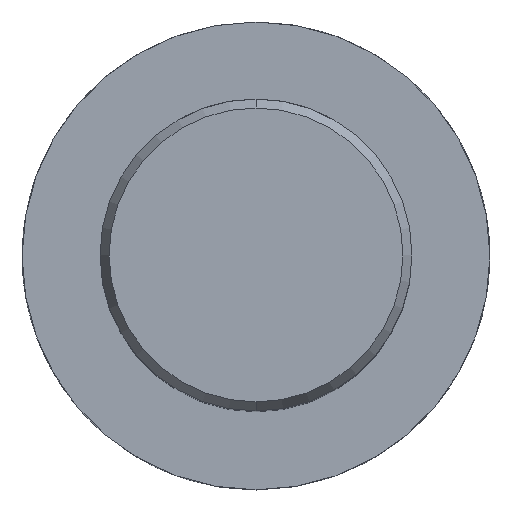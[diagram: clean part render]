
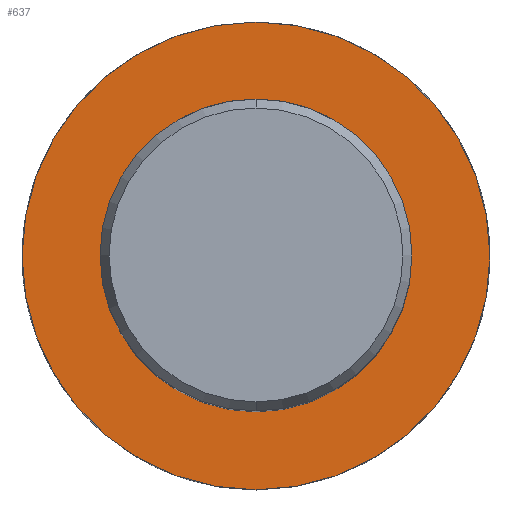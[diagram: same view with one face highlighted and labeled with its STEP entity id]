
A CAD part, top view. The second image highlights one B-rep face of the part: STEP entity #637.
In plain terms, the highlighted planar face has unit normal (0, 0, 1).
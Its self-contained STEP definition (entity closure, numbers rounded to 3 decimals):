
#443=EDGE_CURVE('',#1125,#1037,#1255,.T.);
#637=ADVANCED_FACE('',(#1465,#1466),#1467,.T.);
#693=VERTEX_POINT('',#1527);
#731=EDGE_CURVE('',#1037,#1125,#1569,.T.);
#937=EDGE_CURVE('',#1191,#693,#1795,.T.);
#1009=EDGE_CURVE('',#693,#1191,#1877,.T.);
#1037=VERTEX_POINT('',#1906);
#1125=VERTEX_POINT('',#2003);
#1191=VERTEX_POINT('',#2073);
#1255=CIRCLE('',#2147,20.0);
#1465=FACE_BOUND('',#3157,.T.);
#1466=FACE_OUTER_BOUND('',#3158,.T.);
#1467=PLANE('',#3159);
#1527=CARTESIAN_POINT('',(0.0,30.0,-70.0));
#1569=CIRCLE('',#3439,20.0);
#1795=CIRCLE('',#4130,30.0);
#1877=CIRCLE('',#4307,30.0);
#1906=CARTESIAN_POINT('',(0.0,20.0,-70.0));
#2003=CARTESIAN_POINT('',(0.,-20.0,-70.0));
#2073=CARTESIAN_POINT('',(0.,-30.0,-70.0));
#2147=AXIS2_PLACEMENT_3D('',#5010,#5011,#5012);
#3157=EDGE_LOOP('',(#5208,#5209));
#3158=EDGE_LOOP('',(#5210,#5211));
#3159=AXIS2_PLACEMENT_3D('',#5212,#5213,#5214);
#3439=AXIS2_PLACEMENT_3D('',#5326,#5327,#5328);
#4130=AXIS2_PLACEMENT_3D('',#5573,#5574,#5575);
#4307=AXIS2_PLACEMENT_3D('',#5690,#5691,#5692);
#5010=CARTESIAN_POINT('',(0.0,0.0,-70.0));
#5011=DIRECTION('',(-0.0,0.0,-1.0));
#5012=DIRECTION('',(0.0,1.0,0.0));
#5208=ORIENTED_EDGE('',*,*,#731,.T.);
#5209=ORIENTED_EDGE('',*,*,#443,.T.);
#5210=ORIENTED_EDGE('',*,*,#1009,.F.);
#5211=ORIENTED_EDGE('',*,*,#937,.F.);
#5212=CARTESIAN_POINT('',(0.0,15.0,-70.0));
#5213=DIRECTION('',(-0.0,0.0,1.0));
#5214=DIRECTION('',(0.0,-1.0,0.0));
#5326=CARTESIAN_POINT('',(0.0,0.0,-70.0));
#5327=DIRECTION('',(-0.0,0.0,-1.0));
#5328=DIRECTION('',(0.0,1.0,0.0));
#5573=CARTESIAN_POINT('',(0.0,0.0,-70.0));
#5574=DIRECTION('',(0.0,0.0,-1.0));
#5575=DIRECTION('',(0.0,1.0,0.0));
#5690=CARTESIAN_POINT('',(0.0,0.0,-70.0));
#5691=DIRECTION('',(0.0,0.0,-1.0));
#5692=DIRECTION('',(0.0,1.0,0.0));
